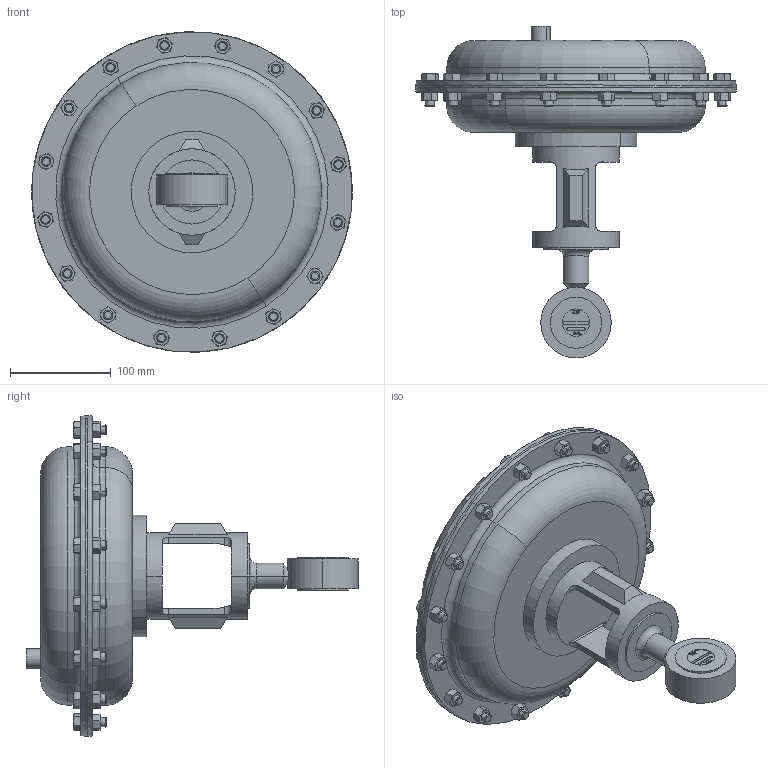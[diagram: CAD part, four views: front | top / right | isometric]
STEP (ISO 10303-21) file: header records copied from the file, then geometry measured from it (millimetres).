
FILE_DESCRIPTION (( 'STEP AP203' ), '1' );
FILE_NAME ('75-100-CB+SB-I3-55M.STEP', '2017-08-22T14:22:25', ( '' ), ( '' ), 'SwSTEP 2.0', 'SolidWorks 2014', '' );
FILE_SCHEMA (( 'CONFIG_CONTROL_DESIGN' ));
Length unit declared in the file: inch
Products named in the file (2): 75-100-CB+SB-I3-55M
Bounding box: 317.27 x 328.93 x 317.47 mm (x, y, z)
Volume: 5407259.8 mm3; surface area: 282265.1 mm2
Topology: 1 solids, 1 shells, 776 faces, 1761 edges, 1062 vertices
Faces by surface type: plane 331, cone 328, cylinder 80, bspline 27, torus 10
Entity records: 26704 total; most frequent: CARTESIAN_POINT 10220, ORIENTED_EDGE 3522, DIRECTION 3111, EDGE_CURVE 1761, AXIS2_PLACEMENT_3D 1251, VERTEX_POINT 1062, EDGE_LOOP 853, FACE_OUTER_BOUND 776
